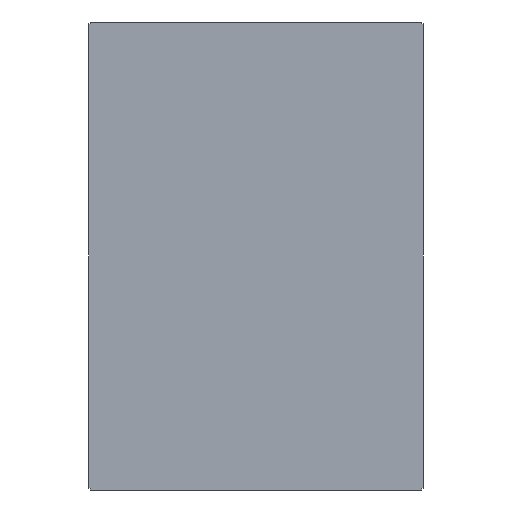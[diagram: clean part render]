
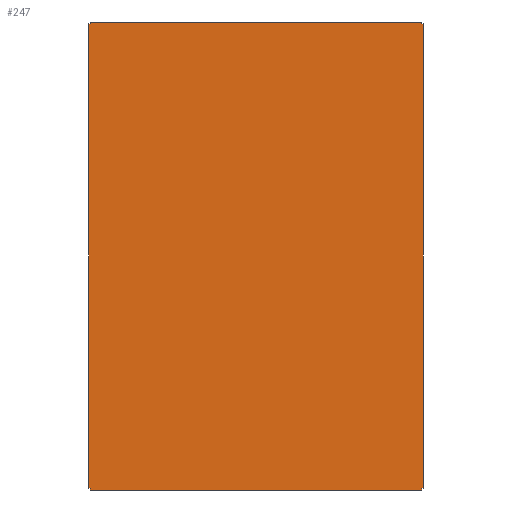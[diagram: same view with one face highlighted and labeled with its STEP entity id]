
A CAD part, front view. The second image highlights one B-rep face of the part: STEP entity #247.
In plain terms, the highlighted planar face has unit normal (0, -1, 0).
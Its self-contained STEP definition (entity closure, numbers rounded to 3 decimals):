
#48 = ORIENTED_EDGE ( 'NONE', *, *, #1654, .F. ) ;
#83 = VERTEX_POINT ( 'NONE', #2835 ) ;
#96 = CARTESIAN_POINT ( 'NONE',  ( -210.498, 0., -294.998 ) ) ;
#108 = DIRECTION ( 'NONE',  ( 0., 0., 1. ) ) ;
#128 = CARTESIAN_POINT ( 'NONE',  ( 212.5, 0., -294.998 ) ) ;
#151 = VECTOR ( 'NONE', #1699, 1000. ) ;
#173 = CARTESIAN_POINT ( 'NONE',  ( 210.498, 0., -297. ) ) ;
#212 = LINE ( 'NONE', #2145, #1418 ) ;
#247 = ADVANCED_FACE ( 'NONE', ( #2966 ), #1245, .F. ) ;
#269 = VERTEX_POINT ( 'NONE', #1276 ) ;
#356 = EDGE_CURVE ( 'NONE', #83, #2866, #1344, .T. ) ;
#374 = VECTOR ( 'NONE', #441, 1000. ) ;
#378 = VECTOR ( 'NONE', #2641, 1000. ) ;
#381 = LINE ( 'NONE', #3037, #151 ) ;
#429 = ORIENTED_EDGE ( 'NONE', *, *, #698, .F. ) ;
#441 = DIRECTION ( 'NONE',  ( -1., 0., 0. ) ) ;
#623 = VECTOR ( 'NONE', #2339, 1000. ) ;
#625 = CARTESIAN_POINT ( 'NONE',  ( -210.498, 0., 294.998 ) ) ;
#650 = DIRECTION ( 'NONE',  ( 0., 0., -1. ) ) ;
#678 = LINE ( 'NONE', #3262, #623 ) ;
#687 = VERTEX_POINT ( 'NONE', #625 ) ;
#698 = EDGE_CURVE ( 'NONE', #948, #1801, #2285, .T. ) ;
#699 = CARTESIAN_POINT ( 'NONE',  ( 210.498, 0., 297. ) ) ;
#706 = CARTESIAN_POINT ( 'NONE',  ( -212.5, 0., 294.998 ) ) ;
#769 = VERTEX_POINT ( 'NONE', #706 ) ;
#936 = CARTESIAN_POINT ( 'NONE',  ( -212.5, 0., 0. ) ) ;
#943 = DIRECTION ( 'NONE',  ( 1., 0., 0. ) ) ;
#944 = VERTEX_POINT ( 'NONE', #96 ) ;
#948 = VERTEX_POINT ( 'NONE', #3799 ) ;
#984 = VECTOR ( 'NONE', #650, 1000. ) ;
#1064 = LINE ( 'NONE', #1798, #2590 ) ;
#1160 = LINE ( 'NONE', #2465, #2645 ) ;
#1173 = EDGE_CURVE ( 'NONE', #944, #3968, #4229, .T. ) ;
#1202 = CARTESIAN_POINT ( 'NONE',  ( 0., 0., 294.998 ) ) ;
#1209 = CARTESIAN_POINT ( 'NONE',  ( -212.5, 0., -294.998 ) ) ;
#1226 = DIRECTION ( 'NONE',  ( 1., 0., 0. ) ) ;
#1245 = PLANE ( 'NONE',  #1618 ) ;
#1250 = LINE ( 'NONE', #936, #1411 ) ;
#1262 = CARTESIAN_POINT ( 'NONE',  ( 0., 0., 294.998 ) ) ;
#1276 = CARTESIAN_POINT ( 'NONE',  ( -210.498, 0., -297. ) ) ;
#1344 = LINE ( 'NONE', #2054, #378 ) ;
#1411 = VECTOR ( 'NONE', #2860, 1000. ) ;
#1417 = VECTOR ( 'NONE', #4146, 1000. ) ;
#1418 = VECTOR ( 'NONE', #2167, 1000. ) ;
#1584 = CARTESIAN_POINT ( 'NONE',  ( 789.502, 0., -294.998 ) ) ;
#1618 = AXIS2_PLACEMENT_3D ( 'NONE', #2896, #4203, #1226 ) ;
#1654 = EDGE_CURVE ( 'NONE', #4261, #2638, #678, .T. ) ;
#1699 = DIRECTION ( 'NONE',  ( -1., 0., 0. ) ) ;
#1759 = CARTESIAN_POINT ( 'NONE',  ( 212.5, 0., 0. ) ) ;
#1798 = CARTESIAN_POINT ( 'NONE',  ( 210.498, 0., 295. ) ) ;
#1801 = VERTEX_POINT ( 'NONE', #2020 ) ;
#1923 = ORIENTED_EDGE ( 'NONE', *, *, #3986, .T. ) ;
#2020 = CARTESIAN_POINT ( 'NONE',  ( 212.5, 0., 294.998 ) ) ;
#2054 = CARTESIAN_POINT ( 'NONE',  ( 0., 0., 297. ) ) ;
#2066 = ORIENTED_EDGE ( 'NONE', *, *, #2808, .T. ) ;
#2095 = EDGE_CURVE ( 'NONE', #2638, #269, #381, .T. ) ;
#2145 = CARTESIAN_POINT ( 'NONE',  ( 0., 0., -294.998 ) ) ;
#2167 = DIRECTION ( 'NONE',  ( 1., 0., 0. ) ) ;
#2201 = LINE ( 'NONE', #1759, #4108 ) ;
#2264 = ORIENTED_EDGE ( 'NONE', *, *, #2095, .F. ) ;
#2285 = LINE ( 'NONE', #1262, #2790 ) ;
#2330 = ORIENTED_EDGE ( 'NONE', *, *, #3867, .F. ) ;
#2339 = DIRECTION ( 'NONE',  ( 0., 0., -1. ) ) ;
#2433 = ORIENTED_EDGE ( 'NONE', *, *, #1173, .F. ) ;
#2465 = CARTESIAN_POINT ( 'NONE',  ( -210.498, 0., 0. ) ) ;
#2484 = DIRECTION ( 'NONE',  ( 0., 0., 1. ) ) ;
#2526 = CARTESIAN_POINT ( 'NONE',  ( -210.498, 0., 0. ) ) ;
#2586 = EDGE_CURVE ( 'NONE', #687, #83, #1160, .T. ) ;
#2590 = VECTOR ( 'NONE', #3115, 1000. ) ;
#2638 = VERTEX_POINT ( 'NONE', #173 ) ;
#2641 = DIRECTION ( 'NONE',  ( 1., 0., 0. ) ) ;
#2645 = VECTOR ( 'NONE', #2484, 1000. ) ;
#2693 = VERTEX_POINT ( 'NONE', #128 ) ;
#2765 = ORIENTED_EDGE ( 'NONE', *, *, #3091, .T. ) ;
#2790 = VECTOR ( 'NONE', #943, 1000. ) ;
#2808 = EDGE_CURVE ( 'NONE', #944, #269, #3524, .T. ) ;
#2835 = CARTESIAN_POINT ( 'NONE',  ( -210.498, 0., 297. ) ) ;
#2860 = DIRECTION ( 'NONE',  ( 0., 0., 1. ) ) ;
#2866 = VERTEX_POINT ( 'NONE', #699 ) ;
#2896 = CARTESIAN_POINT ( 'NONE',  ( 0., 0., 0. ) ) ;
#2966 = FACE_OUTER_BOUND ( 'NONE', #3740, .T. ) ;
#3037 = CARTESIAN_POINT ( 'NONE',  ( 0., 0., -297. ) ) ;
#3039 = ORIENTED_EDGE ( 'NONE', *, *, #3749, .F. ) ;
#3091 = EDGE_CURVE ( 'NONE', #687, #769, #4172, .T. ) ;
#3100 = EDGE_CURVE ( 'NONE', #2693, #1801, #2201, .T. ) ;
#3115 = DIRECTION ( 'NONE',  ( 0., 0., -1. ) ) ;
#3262 = CARTESIAN_POINT ( 'NONE',  ( 210.498, 0., 0. ) ) ;
#3475 = ORIENTED_EDGE ( 'NONE', *, *, #2586, .F. ) ;
#3524 = LINE ( 'NONE', #2526, #984 ) ;
#3720 = ORIENTED_EDGE ( 'NONE', *, *, #3100, .T. ) ;
#3724 = CARTESIAN_POINT ( 'NONE',  ( 210.498, 0., -294.998 ) ) ;
#3740 = EDGE_LOOP ( 'NONE', ( #2264, #48, #1923, #3720, #429, #2330, #3962, #3475, #2765, #3039, #2433, #2066 ) ) ;
#3749 = EDGE_CURVE ( 'NONE', #3968, #769, #1250, .T. ) ;
#3799 = CARTESIAN_POINT ( 'NONE',  ( 210.498, 0., 294.998 ) ) ;
#3867 = EDGE_CURVE ( 'NONE', #2866, #948, #1064, .T. ) ;
#3962 = ORIENTED_EDGE ( 'NONE', *, *, #356, .F. ) ;
#3968 = VERTEX_POINT ( 'NONE', #1209 ) ;
#3986 = EDGE_CURVE ( 'NONE', #4261, #2693, #212, .T. ) ;
#4108 = VECTOR ( 'NONE', #108, 1000. ) ;
#4146 = DIRECTION ( 'NONE',  ( -1., 0., 0. ) ) ;
#4172 = LINE ( 'NONE', #1202, #374 ) ;
#4203 = DIRECTION ( 'NONE',  ( 0., 1., 0. ) ) ;
#4229 = LINE ( 'NONE', #1584, #1417 ) ;
#4261 = VERTEX_POINT ( 'NONE', #3724 ) ;
